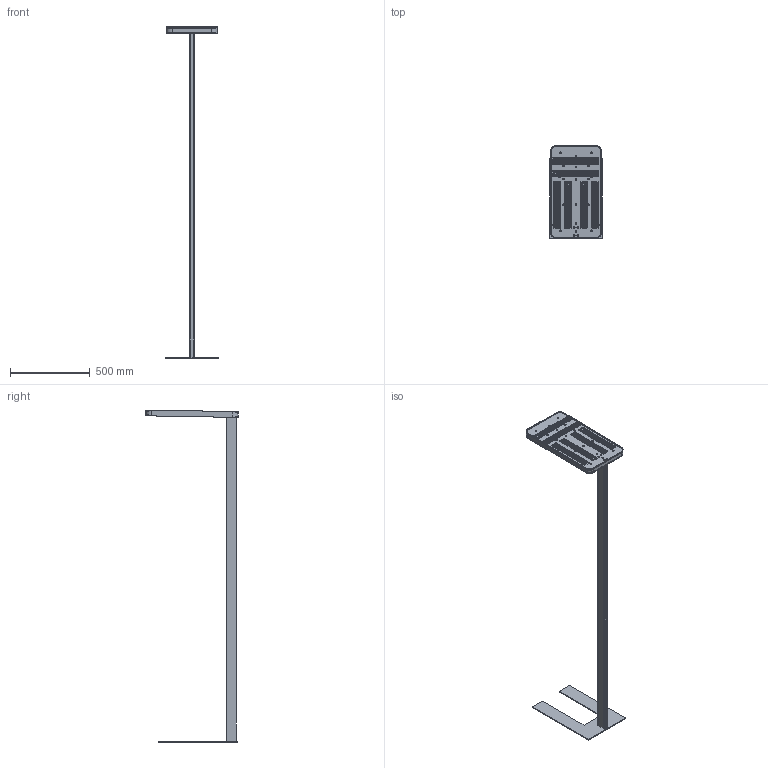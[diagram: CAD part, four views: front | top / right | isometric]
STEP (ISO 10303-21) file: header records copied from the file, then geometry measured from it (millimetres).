
FILE_DESCRIPTION(/* description */ ('This is a sample STEP configuration'),/* implementation_level */ '2;1');
FILE_NAME(/* name */ '725-04001xxxxxxx SIMPLE.ipt_Rev_00.stp',/* time_stamp */ '2023-04-26T11:30:04+02:00',/* author */ ('powerJobs'),/* organization */ ('coolOrange'),/* preprocessor_version */ 'ST-DEVELOPER v19.2',/* originating_system */ 'Autodesk Inventor 2023',/* authorisation */ '');
FILE_SCHEMA (('AUTOMOTIVE_DESIGN { 1 0 10303 214 3 1 1 }'));
Products named in the file (1): ENG000020921
Bounding box: 330 x 579.75 x 2081.46 mm (x, y, z)
Volume: 2347347.3 mm3; surface area: 2024898.1 mm2
Topology: 7 solids, 7 shells, 8223 faces, 22768 edges, 14304 vertices
Faces by surface type: plane 3201, cylinder 2374, bspline 1490, cone 670, sphere 297, torus 191
Full cylindrical faces by diameter (mm): 5 x15, 5.2 x2, 5.5 x4, 6.2 x15, 10 x4, 10.2 x15
Entity records: 323849 total; most frequent: CARTESIAN_POINT 122226, ORIENTED_EDGE 45148, DIRECTION 39626, EDGE_CURVE 22574, VERTEX_POINT 14304, AXIS2_PLACEMENT_3D 14181, LINE 11264, VECTOR 11264
